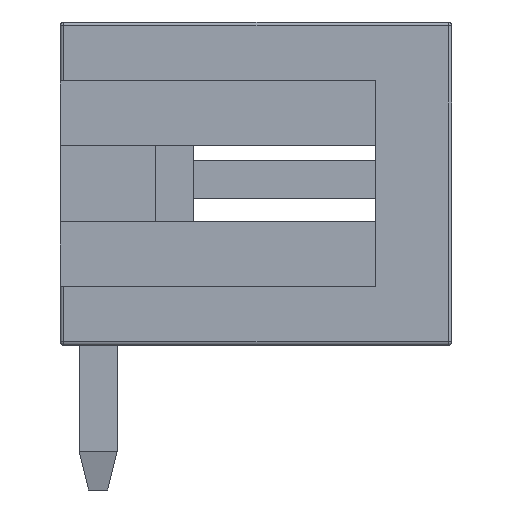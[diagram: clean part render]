
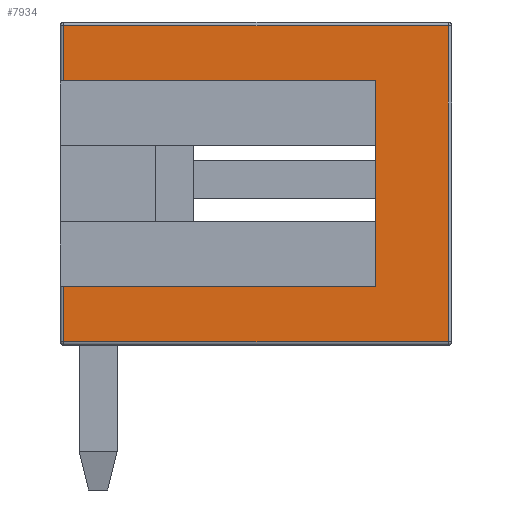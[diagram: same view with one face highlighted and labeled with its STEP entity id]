
A CAD part, left-side view. The second image highlights one B-rep face of the part: STEP entity #7934.
In plain terms, the highlighted planar face has unit normal (-1, 0, 0).
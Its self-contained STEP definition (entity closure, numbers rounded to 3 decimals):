
#3592 = VERTEX_POINT('',#3593);
#3593 = CARTESIAN_POINT('',(-2.8,0.9,0.1));
#3600 = EDGE_CURVE('',#3592,#3601,#3603,.T.);
#3601 = VERTEX_POINT('',#3602);
#3602 = CARTESIAN_POINT('',(-2.8,-9.2,0.1));
#3603 = LINE('',#3604,#3605);
#3604 = CARTESIAN_POINT('',(-2.8,1.,0.1));
#3605 = VECTOR('',#3606,1.);
#3606 = DIRECTION('',(0.,-1.,0.));
#7934 = ADVANCED_FACE('',(#7935),#7992,.F.);
#7935 = FACE_BOUND('',#7936,.F.);
#7936 = EDGE_LOOP('',(#7937,#7938,#7946,#7954,#7962,#7970,#7978,#7986));
#7937 = ORIENTED_EDGE('',*,*,#3600,.F.);
#7938 = ORIENTED_EDGE('',*,*,#7939,.F.);
#7939 = EDGE_CURVE('',#7940,#3592,#7942,.T.);
#7940 = VERTEX_POINT('',#7941);
#7941 = CARTESIAN_POINT('',(-2.8,0.9,1.55));
#7942 = LINE('',#7943,#7944);
#7943 = CARTESIAN_POINT('',(-2.8,0.9,8.5));
#7944 = VECTOR('',#7945,1.);
#7945 = DIRECTION('',(0.,0.,-1.));
#7946 = ORIENTED_EDGE('',*,*,#7947,.F.);
#7947 = EDGE_CURVE('',#7948,#7940,#7950,.T.);
#7948 = VERTEX_POINT('',#7949);
#7949 = CARTESIAN_POINT('',(-2.8,-7.3,1.55));
#7950 = LINE('',#7951,#7952);
#7951 = CARTESIAN_POINT('',(-2.8,-3.15,1.55));
#7952 = VECTOR('',#7953,1.);
#7953 = DIRECTION('',(0.,1.,0.));
#7954 = ORIENTED_EDGE('',*,*,#7955,.F.);
#7955 = EDGE_CURVE('',#7956,#7948,#7958,.T.);
#7956 = VERTEX_POINT('',#7957);
#7957 = CARTESIAN_POINT('',(-2.8,-7.3,6.95));
#7958 = LINE('',#7959,#7960);
#7959 = CARTESIAN_POINT('',(-2.8,-7.3,6.375));
#7960 = VECTOR('',#7961,1.);
#7961 = DIRECTION('',(0.,0.,-1.));
#7962 = ORIENTED_EDGE('',*,*,#7963,.F.);
#7963 = EDGE_CURVE('',#7964,#7956,#7966,.T.);
#7964 = VERTEX_POINT('',#7965);
#7965 = CARTESIAN_POINT('',(-2.8,0.9,6.95));
#7966 = LINE('',#7967,#7968);
#7967 = CARTESIAN_POINT('',(-2.8,5.15,6.95));
#7968 = VECTOR('',#7969,1.);
#7969 = DIRECTION('',(0.,-1.,0.));
#7970 = ORIENTED_EDGE('',*,*,#7971,.F.);
#7971 = EDGE_CURVE('',#7972,#7964,#7974,.T.);
#7972 = VERTEX_POINT('',#7973);
#7973 = CARTESIAN_POINT('',(-2.8,0.9,8.4));
#7974 = LINE('',#7975,#7976);
#7975 = CARTESIAN_POINT('',(-2.8,0.9,8.5));
#7976 = VECTOR('',#7977,1.);
#7977 = DIRECTION('',(0.,0.,-1.));
#7978 = ORIENTED_EDGE('',*,*,#7979,.T.);
#7979 = EDGE_CURVE('',#7972,#7980,#7982,.T.);
#7980 = VERTEX_POINT('',#7981);
#7981 = CARTESIAN_POINT('',(-2.8,-9.2,8.4));
#7982 = LINE('',#7983,#7984);
#7983 = CARTESIAN_POINT('',(-2.8,1.,8.4));
#7984 = VECTOR('',#7985,1.);
#7985 = DIRECTION('',(0.,-1.,0.));
#7986 = ORIENTED_EDGE('',*,*,#7987,.T.);
#7987 = EDGE_CURVE('',#7980,#3601,#7988,.T.);
#7988 = LINE('',#7989,#7990);
#7989 = CARTESIAN_POINT('',(-2.8,-9.2,8.5));
#7990 = VECTOR('',#7991,1.);
#7991 = DIRECTION('',(0.,0.,-1.));
#7992 = PLANE('',#7993);
#7993 = AXIS2_PLACEMENT_3D('',#7994,#7995,#7996);
#7994 = CARTESIAN_POINT('',(-2.8,1.,8.5));
#7995 = DIRECTION('',(1.,0.,0.));
#7996 = DIRECTION('',(0.,0.,-1.));
